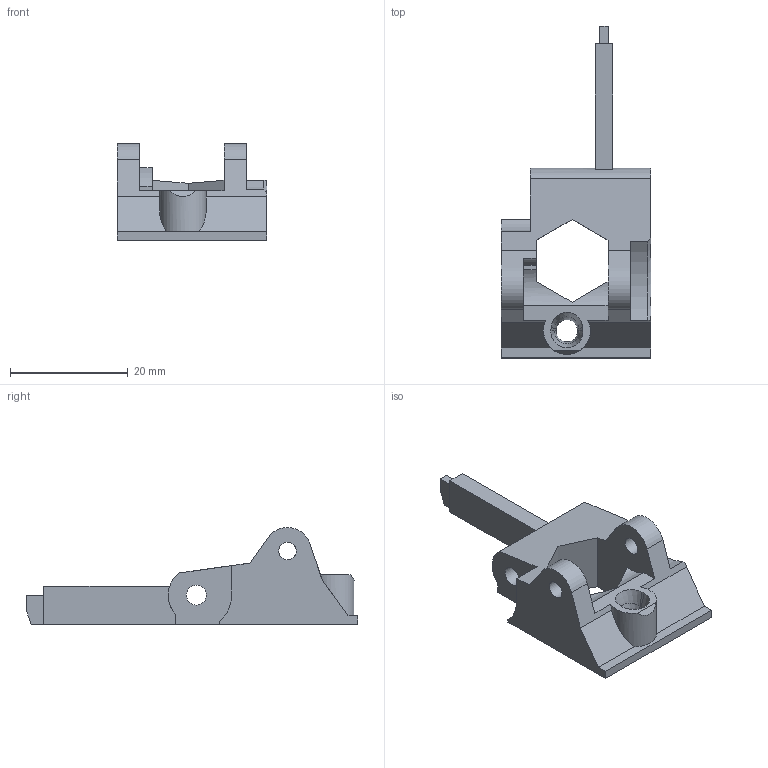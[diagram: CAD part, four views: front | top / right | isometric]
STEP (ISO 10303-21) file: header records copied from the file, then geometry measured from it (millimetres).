
FILE_DESCRIPTION(/* description */ (''),/* implementation_level */ '2;1');
FILE_NAME(/* name */ 'idler-mmu.stp',/* time_stamp */ '2019-02-11T12:48:37+01:00',/* author */ ('PR'),/* organization */ (''),/* preprocessor_version */ 'ST-DEVELOPER v17',/* originating_system */ 'Autodesk Inventor 2019',/* authorisation */ '');
FILE_SCHEMA (('AUTOMOTIVE_DESIGN { 1 0 10303 214 3 1 1 }'));
Length unit declared in the file: millimetre
Products named in the file (1): idler-mmu
Bounding box: 25.5 x 56.5 x 16.49 mm (x, y, z)
Volume: 5512.3 mm3; surface area: 3693.9 mm2
Topology: 1 solids, 1 shells, 82 faces, 233 edges, 152 vertices
Faces by surface type: plane 62, cylinder 11, bspline 6, cone 3
Full cylindrical faces by diameter (mm): 3 x2, 3.4 x1
Entity records: 2977 total; most frequent: CARTESIAN_POINT 805, ORIENTED_EDGE 466, DIRECTION 411, EDGE_CURVE 233, LINE 169, VECTOR 169, VERTEX_POINT 152, AXIS2_PLACEMENT_3D 121
